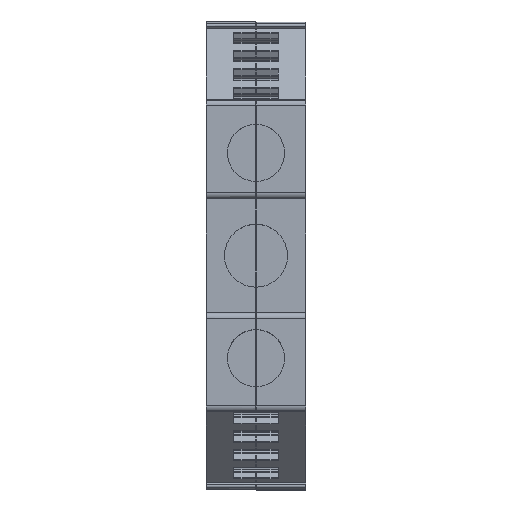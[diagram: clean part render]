
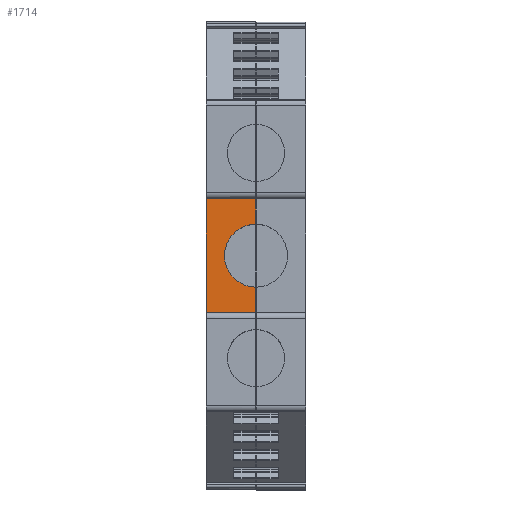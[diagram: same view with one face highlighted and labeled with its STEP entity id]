
A CAD part, top view. The second image highlights one B-rep face of the part: STEP entity #1714.
In plain terms, the highlighted planar face has unit normal (0, 0, 1).
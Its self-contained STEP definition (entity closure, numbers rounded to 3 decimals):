
#1544=AXIS2_PLACEMENT_3D('Circle Axis2P3D',#1542,#1543,$) ;
#1637=AXIS2_PLACEMENT_3D('Plane Axis2P3D',#1634,#1635,#1636) ;
#689=CARTESIAN_POINT('Vertex',(5.9,34.8,53.)) ;
#692=CARTESIAN_POINT('Line Origine',(5.9,28.,53.)) ;
#696=CARTESIAN_POINT('Vertex',(5.9,31.775,53.)) ;
#717=CARTESIAN_POINT('Vertex',(5.9,24.225,53.)) ;
#720=CARTESIAN_POINT('Line Origine',(5.9,28.,53.)) ;
#724=CARTESIAN_POINT('Vertex',(5.9,21.2,53.)) ;
#1542=CARTESIAN_POINT('Axis2P3D Location',(5.95,28.,53.)) ;
#1634=CARTESIAN_POINT('Axis2P3D Location',(0.,21.2,53.)) ;
#1639=CARTESIAN_POINT('Line Origine',(3.2,35.49,53.)) ;
#1643=CARTESIAN_POINT('Vertex',(3.2,35.081,53.)) ;
#1645=CARTESIAN_POINT('Vertex',(3.2,35.9,53.)) ;
#1648=CARTESIAN_POINT('Line Origine',(1.6,35.9,53.)) ;
#1652=CARTESIAN_POINT('Vertex',(0.,35.9,53.)) ;
#1655=CARTESIAN_POINT('Line Origine',(0.,28.,53.)) ;
#1659=CARTESIAN_POINT('Vertex',(0.,20.1,53.)) ;
#1662=CARTESIAN_POINT('Line Origine',(1.6,20.1,53.)) ;
#1666=CARTESIAN_POINT('Vertex',(3.2,20.1,53.)) ;
#1669=CARTESIAN_POINT('Line Origine',(3.2,20.531,53.)) ;
#1673=CARTESIAN_POINT('Vertex',(3.2,20.961,53.)) ;
#1676=CARTESIAN_POINT('Line Origine',(3.2,21.081,53.)) ;
#1680=CARTESIAN_POINT('Vertex',(3.2,21.2,53.)) ;
#1683=CARTESIAN_POINT('Line Origine',(4.55,21.2,53.)) ;
#1688=CARTESIAN_POINT('Line Origine',(4.55,34.8,53.)) ;
#1692=CARTESIAN_POINT('Vertex',(3.2,34.8,53.)) ;
#1695=CARTESIAN_POINT('Line Origine',(3.2,34.94,53.)) ;
#693=DIRECTION('Vector Direction',(0.,1.,0.)) ;
#721=DIRECTION('Vector Direction',(0.,1.,0.)) ;
#1543=DIRECTION('Axis2P3D Direction',(0.,0.,1.)) ;
#1635=DIRECTION('Axis2P3D Direction',(0.,0.,-1.)) ;
#1636=DIRECTION('Axis2P3D XDirection',(0.,1.,0.)) ;
#1640=DIRECTION('Vector Direction',(0.,1.,0.)) ;
#1649=DIRECTION('Vector Direction',(1.,0.,0.)) ;
#1656=DIRECTION('Vector Direction',(0.,1.,0.)) ;
#1663=DIRECTION('Vector Direction',(1.,0.,0.)) ;
#1670=DIRECTION('Vector Direction',(0.,1.,0.)) ;
#1677=DIRECTION('Vector Direction',(0.,1.,0.)) ;
#1684=DIRECTION('Vector Direction',(1.,0.,0.)) ;
#1689=DIRECTION('Vector Direction',(1.,0.,0.)) ;
#1696=DIRECTION('Vector Direction',(0.,1.,0.)) ;
#694=VECTOR('Line Direction',#693,1.) ;
#722=VECTOR('Line Direction',#721,1.) ;
#1641=VECTOR('Line Direction',#1640,1.) ;
#1650=VECTOR('Line Direction',#1649,1.) ;
#1657=VECTOR('Line Direction',#1656,1.) ;
#1664=VECTOR('Line Direction',#1663,1.) ;
#1671=VECTOR('Line Direction',#1670,1.) ;
#1678=VECTOR('Line Direction',#1677,1.) ;
#1685=VECTOR('Line Direction',#1684,1.) ;
#1690=VECTOR('Line Direction',#1689,1.) ;
#1697=VECTOR('Line Direction',#1696,1.) ;
#1701=ORIENTED_EDGE('',*,*,#1647,.T.) ;
#1702=ORIENTED_EDGE('',*,*,#1654,.F.) ;
#1703=ORIENTED_EDGE('',*,*,#1661,.T.) ;
#1704=ORIENTED_EDGE('',*,*,#1668,.T.) ;
#1705=ORIENTED_EDGE('',*,*,#1675,.T.) ;
#1706=ORIENTED_EDGE('',*,*,#1682,.T.) ;
#1707=ORIENTED_EDGE('',*,*,#1687,.T.) ;
#1708=ORIENTED_EDGE('',*,*,#726,.F.) ;
#1709=ORIENTED_EDGE('',*,*,#1546,.F.) ;
#1710=ORIENTED_EDGE('',*,*,#698,.F.) ;
#1711=ORIENTED_EDGE('',*,*,#1694,.F.) ;
#1712=ORIENTED_EDGE('',*,*,#1699,.T.) ;
#1714=ADVANCED_FACE('Hauptk\X2\00F6\X0\rper',(#1713),#1638,.F.) ;
#1545=CIRCLE('generated circle',#1544,3.775) ;
#698=EDGE_CURVE('',#690,#697,#695,.F.) ;
#726=EDGE_CURVE('',#718,#725,#723,.F.) ;
#1546=EDGE_CURVE('',#697,#718,#1545,.T.) ;
#1647=EDGE_CURVE('',#1644,#1646,#1642,.T.) ;
#1654=EDGE_CURVE('',#1653,#1646,#1651,.T.) ;
#1661=EDGE_CURVE('',#1653,#1660,#1658,.F.) ;
#1668=EDGE_CURVE('',#1660,#1667,#1665,.T.) ;
#1675=EDGE_CURVE('',#1667,#1674,#1672,.T.) ;
#1682=EDGE_CURVE('',#1674,#1681,#1679,.T.) ;
#1687=EDGE_CURVE('',#1681,#725,#1686,.T.) ;
#1694=EDGE_CURVE('',#1693,#690,#1691,.T.) ;
#1699=EDGE_CURVE('',#1693,#1644,#1698,.T.) ;
#1700=EDGE_LOOP('',(#1701,#1702,#1703,#1704,#1705,#1706,#1707,#1708,#1709,#1710,#1711,#1712)) ;
#1713=FACE_OUTER_BOUND('',#1700,.T.) ;
#695=LINE('Line',#692,#694) ;
#723=LINE('Line',#720,#722) ;
#1642=LINE('Line',#1639,#1641) ;
#1651=LINE('Line',#1648,#1650) ;
#1658=LINE('Line',#1655,#1657) ;
#1665=LINE('Line',#1662,#1664) ;
#1672=LINE('Line',#1669,#1671) ;
#1679=LINE('Line',#1676,#1678) ;
#1686=LINE('Line',#1683,#1685) ;
#1691=LINE('Line',#1688,#1690) ;
#1698=LINE('Line',#1695,#1697) ;
#1638=PLANE('',#1637) ;
#690=VERTEX_POINT('',#689) ;
#697=VERTEX_POINT('',#696) ;
#718=VERTEX_POINT('',#717) ;
#725=VERTEX_POINT('',#724) ;
#1644=VERTEX_POINT('',#1643) ;
#1646=VERTEX_POINT('',#1645) ;
#1653=VERTEX_POINT('',#1652) ;
#1660=VERTEX_POINT('',#1659) ;
#1667=VERTEX_POINT('',#1666) ;
#1674=VERTEX_POINT('',#1673) ;
#1681=VERTEX_POINT('',#1680) ;
#1693=VERTEX_POINT('',#1692) ;
